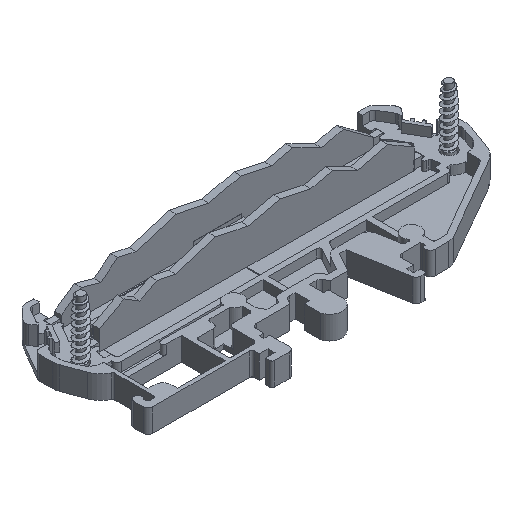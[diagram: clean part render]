
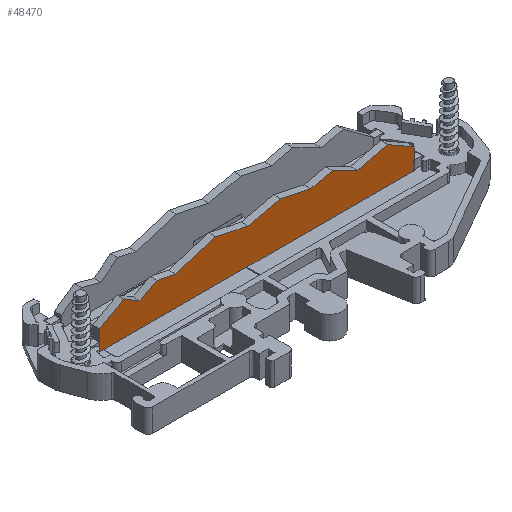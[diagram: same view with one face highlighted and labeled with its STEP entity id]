
A CAD part, isometric view. The second image highlights one B-rep face of the part: STEP entity #48470.
In plain terms, the highlighted planar face has unit normal (0, -1, 0).
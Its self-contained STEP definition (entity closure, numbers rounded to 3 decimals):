
#46450=CARTESIAN_POINT('',(21.767,26.55,
7.302));
#46460=VERTEX_POINT('',#46450);
#46490=CARTESIAN_POINT('',(-7.274,26.55,
21.909));
#46500=DIRECTION('',(0.893,0.,-0.449));
#46510=VECTOR('',#46500,1.);
#46520=LINE('',#46490,#46510);
#46530=CARTESIAN_POINT('',(16.288,26.55,10.058))
;
#46540=VERTEX_POINT('',#46530);
#46550=EDGE_CURVE('',#46540,#46460,#46520,.T.);
#47170=CARTESIAN_POINT('',(34.044,26.55,
1.2));
#47180=VERTEX_POINT('',#47170);
#47210=CARTESIAN_POINT('',(34.044,26.55,1.2));
#47220=DIRECTION('',(0.,0.,1.));
#47230=VECTOR('',#47220,1.);
#47240=LINE('',#47210,#47230);
#47250=CARTESIAN_POINT('',(34.044,26.55,
5.603));
#47260=VERTEX_POINT('',#47250);
#47270=EDGE_CURVE('',#47180,#47260,#47240,.T.);
#47380=CARTESIAN_POINT('',(53.75,26.55,
-15.408));
#47390=DIRECTION('',(-0.,-1.,-0.));
#47400=DIRECTION('',(-1.,0.,0.));
#47410=AXIS2_PLACEMENT_3D('',#47380,#47390,#47400);
#47420=PLANE('',#47410);
#47430=CARTESIAN_POINT('',(-34.056,26.55,1.2));
#47440=DIRECTION('',(0.,0.,1.));
#47450=VECTOR('',#47440,1.);
#47460=LINE('',#47430,#47450);
#47470=CARTESIAN_POINT('',(-34.056,26.55,
1.2));
#47480=VERTEX_POINT('',#47470);
#47490=CARTESIAN_POINT('',(-34.056,26.55,
5.574));
#47500=VERTEX_POINT('',#47490);
#47510=EDGE_CURVE('',#47480,#47500,#47460,.T.);
#47520=ORIENTED_EDGE('',*,*,#47510,.F.);
#47530=CARTESIAN_POINT('',(-7.416,26.55,
20.493));
#47540=DIRECTION('',(0.872,0.,0.489));
#47550=VECTOR('',#47540,1.);
#47560=LINE('',#47530,#47550);
#47570=CARTESIAN_POINT('',(-28.775,26.55,
8.531));
#47580=VERTEX_POINT('',#47570);
#47590=EDGE_CURVE('',#47500,#47580,#47560,.T.);
#47600=ORIENTED_EDGE('',*,*,#47590,.F.);
#47610=CARTESIAN_POINT('',(-7.274,26.55,
-4.774));
#47620=DIRECTION('',(0.85,0.,-0.526));
#47630=VECTOR('',#47620,1.);
#47640=LINE('',#47610,#47630);
#47650=CARTESIAN_POINT('',(-25.374,26.55,
6.427));
#47660=VERTEX_POINT('',#47650);
#47670=EDGE_CURVE('',#47580,#47660,#47640,.T.);
#47680=ORIENTED_EDGE('',*,*,#47670,.F.);
#47690=CARTESIAN_POINT('',(-7.274,26.55,
16.152));
#47700=DIRECTION('',(0.881,0.,0.473));
#47710=VECTOR('',#47700,1.);
#47720=LINE('',#47690,#47710);
#47730=CARTESIAN_POINT('',(-21.64,26.55,
8.433));
#47740=VERTEX_POINT('',#47730);
#47750=EDGE_CURVE('',#47660,#47740,#47720,.T.);
#47760=ORIENTED_EDGE('',*,*,#47750,.F.);
#47770=CARTESIAN_POINT('',(-7.28,26.55,
5.447));
#47780=DIRECTION('',(0.979,0.,-0.204));
#47790=VECTOR('',#47780,1.);
#47800=LINE('',#47770,#47790);
#47810=CARTESIAN_POINT('',(-17.634,26.55,
7.6));
#47820=VERTEX_POINT('',#47810);
#47830=EDGE_CURVE('',#47740,#47820,#47800,.T.);
#47840=ORIENTED_EDGE('',*,*,#47830,.F.);
#47850=CARTESIAN_POINT('',(-7.28,26.55,
10.759));
#47860=DIRECTION('',(0.956,0.,0.292));
#47870=VECTOR('',#47860,1.);
#47880=LINE('',#47850,#47870);
#47890=CARTESIAN_POINT('',(-8.953,26.55,10.249));
#47900=VERTEX_POINT('',#47890);
#47910=EDGE_CURVE('',#47820,#47900,#47880,.T.);
#47920=ORIENTED_EDGE('',*,*,#47910,.F.);
#47930=CARTESIAN_POINT('',(-7.28,26.55,
9.9));
#47940=DIRECTION('',(0.979,0.,-0.204));
#47950=VECTOR('',#47940,1.);
#47960=LINE('',#47930,#47950);
#47970=CARTESIAN_POINT('',(-1.922,26.55,
8.782));
#47980=VERTEX_POINT('',#47970);
#47990=EDGE_CURVE('',#47900,#47980,#47960,.T.);
#48000=ORIENTED_EDGE('',*,*,#47990,.F.);
#48010=CARTESIAN_POINT('',(-7.28,26.55,
7.57));
#48020=DIRECTION('',(0.975,0.,0.221));
#48030=VECTOR('',#48020,1.);
#48040=LINE('',#48010,#48030);
#48050=CARTESIAN_POINT('',(5.108,26.55,10.371))
;
#48060=VERTEX_POINT('',#48050);
#48070=EDGE_CURVE('',#47980,#48060,#48040,.T.);
#48080=ORIENTED_EDGE('',*,*,#48070,.F.);
#48090=CARTESIAN_POINT('',(-7.28,26.55,
13.02));
#48100=DIRECTION('',(0.978,0.,-0.209));
#48110=VECTOR('',#48100,1.);
#48120=LINE('',#48090,#48110);
#48130=CARTESIAN_POINT('',(11.674,26.55,
8.967));
#48140=VERTEX_POINT('',#48130);
#48150=EDGE_CURVE('',#48060,#48140,#48120,.T.);
#48160=ORIENTED_EDGE('',*,*,#48150,.F.);
#48170=CARTESIAN_POINT('',(-7.28,26.55,
4.487));
#48180=DIRECTION('',(0.973,0.,0.23));
#48190=VECTOR('',#48180,1.);
#48200=LINE('',#48170,#48190);
#48210=EDGE_CURVE('',#48140,#46540,#48200,.T.);
#48220=ORIENTED_EDGE('',*,*,#48210,.F.);
#48230=ORIENTED_EDGE('',*,*,#46550,.F.);
#48240=CARTESIAN_POINT('',(-7.274,26.55,
0.196));
#48250=DIRECTION('',(0.971,0.,0.238));
#48260=VECTOR('',#48250,1.);
#48270=LINE('',#48240,#48260);
#48280=CARTESIAN_POINT('',(28.323,26.55,
8.906));
#48290=VERTEX_POINT('',#48280);
#48300=EDGE_CURVE('',#46460,#48290,#48270,.T.);
#48310=ORIENTED_EDGE('',*,*,#48300,.F.);
#48320=CARTESIAN_POINT('',(-7.274,26.55,
29.458));
#48330=DIRECTION('',(0.866,0.,-0.5));
#48340=VECTOR('',#48330,1.);
#48350=LINE('',#48320,#48340);
#48360=EDGE_CURVE('',#48290,#47260,#48350,.T.);
#48370=ORIENTED_EDGE('',*,*,#48360,.F.);
#48380=ORIENTED_EDGE('',*,*,#47270,.T.);
#48390=CARTESIAN_POINT('',(-7.274,26.55,
1.2));
#48400=DIRECTION('',(-1.,0.,0.));
#48410=VECTOR('',#48400,1.);
#48420=LINE('',#48390,#48410);
#48430=EDGE_CURVE('',#47180,#47480,#48420,.T.);
#48440=ORIENTED_EDGE('',*,*,#48430,.F.);
#48450=EDGE_LOOP('',(#48440,#48380,#48370,#48310,#48230,#48220,#48160,
#48080,#48000,#47920,#47840,#47760,#47680,#47600,#47520));
#48460=FACE_OUTER_BOUND('',#48450,.T.);
#48470=ADVANCED_FACE('',(#48460),#47420,.T.);
